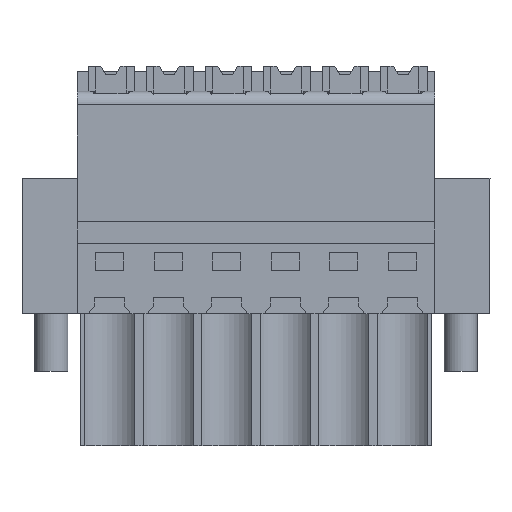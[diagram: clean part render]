
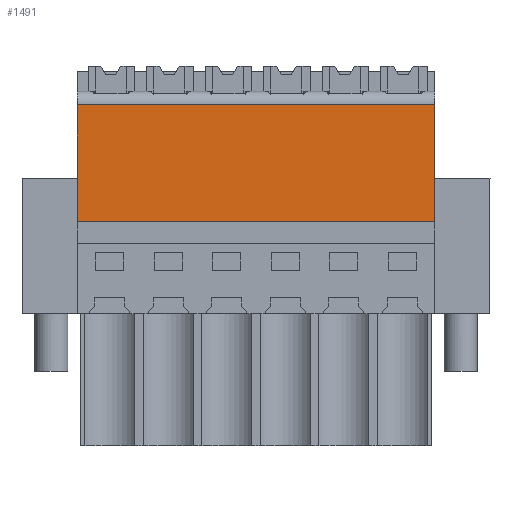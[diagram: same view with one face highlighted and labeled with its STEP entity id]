
A CAD part, front view. The second image highlights one B-rep face of the part: STEP entity #1491.
In plain terms, the highlighted planar face has unit normal (0, -1, 0).
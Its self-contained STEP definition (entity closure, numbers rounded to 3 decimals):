
#837=AXIS2_PLACEMENT_3D('Plane Axis2P3D',#834,#835,#836) ;
#70=CARTESIAN_POINT('Vertex',(3.3,0.,13.4)) ;
#73=CARTESIAN_POINT('Line Origine',(3.3,0.,16.9)) ;
#77=CARTESIAN_POINT('Vertex',(3.3,0.,20.4)) ;
#834=CARTESIAN_POINT('Axis2P3D Location',(10.3,0.,12.1)) ;
#1457=CARTESIAN_POINT('Vertex',(24.7,0.,13.4)) ;
#1460=CARTESIAN_POINT('Line Origine',(14.,0.,13.4)) ;
#1473=CARTESIAN_POINT('Line Origine',(24.7,0.,16.9)) ;
#1477=CARTESIAN_POINT('Vertex',(24.7,0.,20.4)) ;
#1480=CARTESIAN_POINT('Line Origine',(14.,0.,20.4)) ;
#74=DIRECTION('Vector Direction',(0.,0.,-1.)) ;
#835=DIRECTION('Axis2P3D Direction',(0.,-1.,0.)) ;
#836=DIRECTION('Axis2P3D XDirection',(0.,0.,-1.)) ;
#1461=DIRECTION('Vector Direction',(1.,0.,0.)) ;
#1474=DIRECTION('Vector Direction',(0.,0.,-1.)) ;
#1481=DIRECTION('Vector Direction',(1.,0.,0.)) ;
#75=VECTOR('Line Direction',#74,1.) ;
#1462=VECTOR('Line Direction',#1461,1.) ;
#1475=VECTOR('Line Direction',#1474,1.) ;
#1482=VECTOR('Line Direction',#1481,1.) ;
#1486=ORIENTED_EDGE('',*,*,#79,.F.) ;
#1487=ORIENTED_EDGE('',*,*,#1464,.T.) ;
#1488=ORIENTED_EDGE('',*,*,#1479,.F.) ;
#1489=ORIENTED_EDGE('',*,*,#1484,.F.) ;
#1491=ADVANCED_FACE('HOUSING',(#1490),#838,.T.) ;
#79=EDGE_CURVE('',#71,#78,#76,.F.) ;
#1464=EDGE_CURVE('',#71,#1458,#1463,.T.) ;
#1479=EDGE_CURVE('',#1478,#1458,#1476,.T.) ;
#1484=EDGE_CURVE('',#78,#1478,#1483,.T.) ;
#1485=EDGE_LOOP('',(#1486,#1487,#1488,#1489)) ;
#1490=FACE_OUTER_BOUND('',#1485,.T.) ;
#76=LINE('Line',#73,#75) ;
#1463=LINE('Line',#1460,#1462) ;
#1476=LINE('Line',#1473,#1475) ;
#1483=LINE('Line',#1480,#1482) ;
#838=PLANE('',#837) ;
#71=VERTEX_POINT('',#70) ;
#78=VERTEX_POINT('',#77) ;
#1458=VERTEX_POINT('',#1457) ;
#1478=VERTEX_POINT('',#1477) ;
